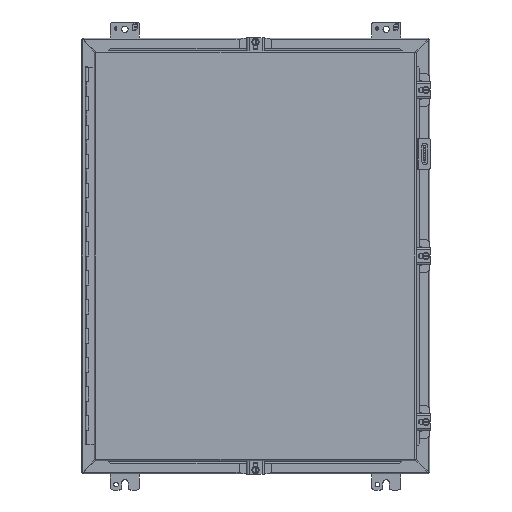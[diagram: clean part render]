
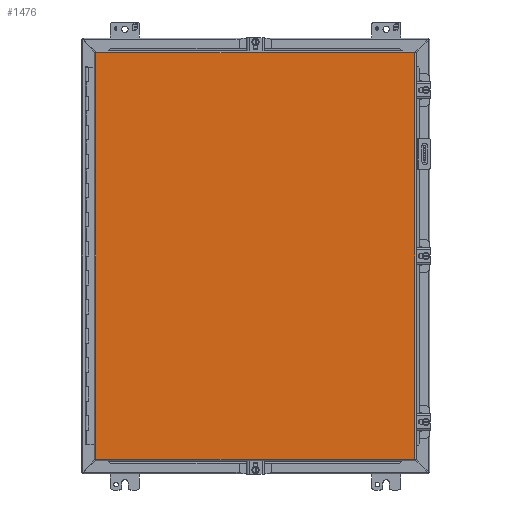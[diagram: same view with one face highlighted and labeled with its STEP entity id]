
A CAD part, front view. The second image highlights one B-rep face of the part: STEP entity #1476.
In plain terms, the highlighted planar face has unit normal (0, -1, 0).
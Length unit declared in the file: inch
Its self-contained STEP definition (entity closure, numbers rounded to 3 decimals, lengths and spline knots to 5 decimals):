
#1203 = LINE ( 'NONE', #31234, #3725 ) ;
#1476 = ADVANCED_FACE ( 'NONE', ( #39059 ), #46908, .T. ) ;
#3725 = VECTOR ( 'NONE', #47478, 39.37008 ) ;
#5476 = DIRECTION ( 'NONE',  ( 0., -1., 0. ) ) ;
#5514 = LINE ( 'NONE', #18761, #36412 ) ;
#7010 = ORIENTED_EDGE ( 'NONE', *, *, #20834, .F. ) ;
#9042 = VERTEX_POINT ( 'NONE', #52554 ) ;
#15529 = DIRECTION ( 'NONE',  ( 1., 0., 0. ) ) ;
#16125 = CARTESIAN_POINT ( 'NONE',  ( -11.017, -9.21, 13.9945 ) ) ;
#16520 = LINE ( 'NONE', #33296, #40324 ) ;
#18452 = CARTESIAN_POINT ( 'NONE',  ( 10.955, -9.21, -13.9945 ) ) ;
#18761 = CARTESIAN_POINT ( 'NONE',  ( 10.955, -9.21, -13.9945 ) ) ;
#20123 = CARTESIAN_POINT ( 'NONE',  ( -11.017, -9.21, 13.9945 ) ) ;
#20834 = EDGE_CURVE ( 'NONE', #43048, #44158, #5514, .T. ) ;
#21983 = DIRECTION ( 'NONE',  ( 0., 0., -1. ) ) ;
#22580 = ORIENTED_EDGE ( 'NONE', *, *, #35249, .F. ) ;
#24116 = ORIENTED_EDGE ( 'NONE', *, *, #41814, .F. ) ;
#31234 = CARTESIAN_POINT ( 'NONE',  ( -11.017, -9.21, -13.9945 ) ) ;
#31318 = AXIS2_PLACEMENT_3D ( 'NONE', #43368, #5476, #21983 ) ;
#33296 = CARTESIAN_POINT ( 'NONE',  ( 10.955, -9.21, 13.9945 ) ) ;
#35249 = EDGE_CURVE ( 'NONE', #44158, #43596, #1203, .T. ) ;
#35512 = ORIENTED_EDGE ( 'NONE', *, *, #42852, .F. ) ;
#36412 = VECTOR ( 'NONE', #42342, 39.37008 ) ;
#39059 = FACE_OUTER_BOUND ( 'NONE', #40920, .T. ) ;
#40324 = VECTOR ( 'NONE', #45215, 39.37008 ) ;
#40920 = EDGE_LOOP ( 'NONE', ( #24116, #35512, #22580, #7010 ) ) ;
#41814 = EDGE_CURVE ( 'NONE', #9042, #43048, #16520, .T. ) ;
#42342 = DIRECTION ( 'NONE',  ( -1., 0., 0. ) ) ;
#42852 = EDGE_CURVE ( 'NONE', #43596, #9042, #52629, .T. ) ;
#43048 = VERTEX_POINT ( 'NONE', #18452 ) ;
#43368 = CARTESIAN_POINT ( 'NONE',  ( -11.017, -9.21, -13.9945 ) ) ;
#43596 = VERTEX_POINT ( 'NONE', #16125 ) ;
#44158 = VERTEX_POINT ( 'NONE', #48527 ) ;
#45215 = DIRECTION ( 'NONE',  ( 0., 0., -1. ) ) ;
#46908 = PLANE ( 'NONE',  #31318 ) ;
#47478 = DIRECTION ( 'NONE',  ( 0., 0., 1. ) ) ;
#48527 = CARTESIAN_POINT ( 'NONE',  ( -11.017, -9.21, -13.9945 ) ) ;
#49592 = VECTOR ( 'NONE', #15529, 39.37008 ) ;
#52554 = CARTESIAN_POINT ( 'NONE',  ( 10.955, -9.21, 13.9945 ) ) ;
#52629 = LINE ( 'NONE', #20123, #49592 ) ;
